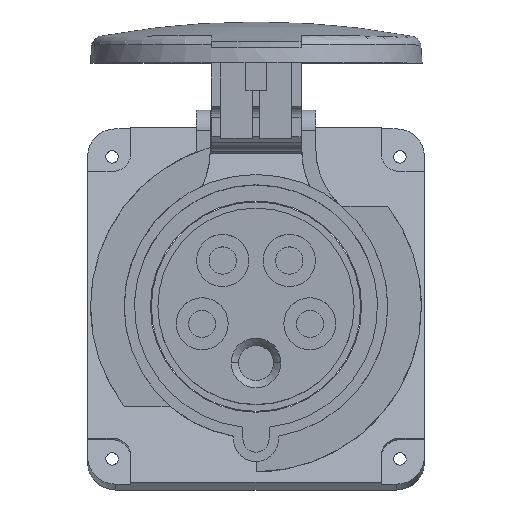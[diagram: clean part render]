
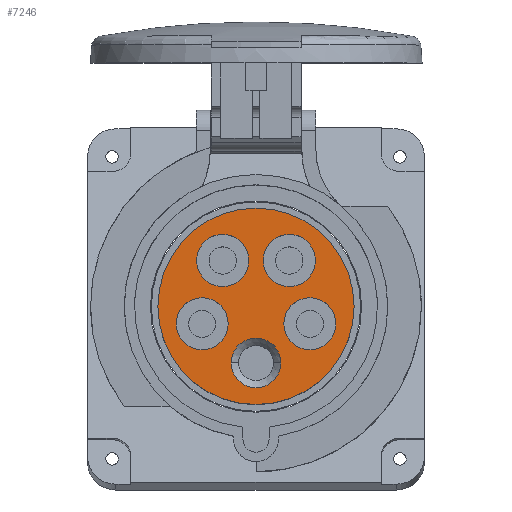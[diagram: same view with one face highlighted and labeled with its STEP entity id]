
A CAD part, top view. The second image highlights one B-rep face of the part: STEP entity #7246.
In plain terms, the highlighted planar face has unit normal (0, 0, 1).
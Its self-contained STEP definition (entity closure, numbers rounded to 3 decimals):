
#6337=CARTESIAN_POINT('',(0.,0.,0.));
#6338=DIRECTION('',(0.,0.,-1.));
#6339=DIRECTION('',(0.,-1.,0.));
#6340=AXIS2_PLACEMENT_3D('',#6337,#6338,#6339);
#6342=CARTESIAN_POINT('',(0.,0.,0.));
#6343=DIRECTION('',(0.,0.,-1.));
#6344=DIRECTION('',(0.,1.,0.));
#6345=AXIS2_PLACEMENT_3D('',#6342,#6343,#6344);
#6347=CARTESIAN_POINT('',(-14.409,-4.682,0.));
#6348=DIRECTION('',(0.,0.,1.));
#6349=DIRECTION('',(1.,0.,0.));
#6350=AXIS2_PLACEMENT_3D('',#6347,#6348,#6349);
#6352=CARTESIAN_POINT('',(-14.409,-4.682,0.));
#6353=DIRECTION('',(0.,0.,1.));
#6354=DIRECTION('',(-1.,0.,0.));
#6355=AXIS2_PLACEMENT_3D('',#6352,#6353,#6354);
#6357=CARTESIAN_POINT('',(-8.905,12.257,0.));
#6358=DIRECTION('',(0.,0.,1.));
#6359=DIRECTION('',(1.,0.,0.));
#6360=AXIS2_PLACEMENT_3D('',#6357,#6358,#6359);
#6362=CARTESIAN_POINT('',(-8.905,12.257,0.));
#6363=DIRECTION('',(0.,0.,1.));
#6364=DIRECTION('',(-1.,0.,0.));
#6365=AXIS2_PLACEMENT_3D('',#6362,#6363,#6364);
#6367=CARTESIAN_POINT('',(8.905,12.257,0.));
#6368=DIRECTION('',(0.,0.,1.));
#6369=DIRECTION('',(1.,0.,0.));
#6370=AXIS2_PLACEMENT_3D('',#6367,#6368,#6369);
#6372=CARTESIAN_POINT('',(8.905,12.257,0.));
#6373=DIRECTION('',(0.,0.,1.));
#6374=DIRECTION('',(-1.,0.,0.));
#6375=AXIS2_PLACEMENT_3D('',#6372,#6373,#6374);
#6377=CARTESIAN_POINT('',(14.41,-4.681,0.));
#6378=DIRECTION('',(0.,0.,1.));
#6379=DIRECTION('',(1.,0.,0.));
#6380=AXIS2_PLACEMENT_3D('',#6377,#6378,#6379);
#6382=CARTESIAN_POINT('',(14.41,-4.681,0.));
#6383=DIRECTION('',(0.,0.,1.));
#6384=DIRECTION('',(-1.,0.,0.));
#6385=AXIS2_PLACEMENT_3D('',#6382,#6383,#6384);
#6387=CARTESIAN_POINT('',(0.,-15.15,0.));
#6388=DIRECTION('',(0.,0.,1.));
#6389=DIRECTION('',(-1.,0.,0.));
#6390=AXIS2_PLACEMENT_3D('',#6387,#6388,#6389);
#6392=CARTESIAN_POINT('',(0.,-15.15,0.));
#6393=DIRECTION('',(0.,0.,1.));
#6394=DIRECTION('',(0.,-1.,0.));
#6395=AXIS2_PLACEMENT_3D('',#6392,#6393,#6394);
#6397=CARTESIAN_POINT('',(0.,-15.15,0.));
#6398=DIRECTION('',(0.,0.,1.));
#6399=DIRECTION('',(1.,0.,0.));
#6400=AXIS2_PLACEMENT_3D('',#6397,#6398,#6399);
#6402=CARTESIAN_POINT('',(0.,-15.15,0.));
#6403=DIRECTION('',(0.,0.,1.));
#6404=DIRECTION('',(0.,1.,0.));
#6405=AXIS2_PLACEMENT_3D('',#6402,#6403,#6404);
#7009=CARTESIAN_POINT('',(0.,-26.25,0.));
#7010=CARTESIAN_POINT('',(0.,26.25,0.));
#7011=VERTEX_POINT('',#7009);
#7012=VERTEX_POINT('',#7010);
#7013=CARTESIAN_POINT('',(-7.437,-4.682,0.));
#7014=CARTESIAN_POINT('',(-21.38,-4.682,0.));
#7015=VERTEX_POINT('',#7013);
#7016=VERTEX_POINT('',#7014);
#7017=CARTESIAN_POINT('',(-1.933,12.257,0.));
#7018=CARTESIAN_POINT('',(-15.877,12.257,0.));
#7019=VERTEX_POINT('',#7017);
#7020=VERTEX_POINT('',#7018);
#7021=CARTESIAN_POINT('',(15.877,12.257,0.));
#7022=CARTESIAN_POINT('',(1.933,12.257,0.));
#7023=VERTEX_POINT('',#7021);
#7024=VERTEX_POINT('',#7022);
#7025=CARTESIAN_POINT('',(21.381,-4.681,0.));
#7026=CARTESIAN_POINT('',(7.438,-4.681,0.));
#7027=VERTEX_POINT('',#7025);
#7028=VERTEX_POINT('',#7026);
#7029=CARTESIAN_POINT('',(-6.65,-15.15,0.));
#7030=CARTESIAN_POINT('',(0.,-21.8,0.));
#7031=VERTEX_POINT('',#7029);
#7032=VERTEX_POINT('',#7030);
#7033=CARTESIAN_POINT('',(6.65,-15.15,0.));
#7034=VERTEX_POINT('',#7033);
#7035=CARTESIAN_POINT('',(0.,-8.5,0.));
#7036=VERTEX_POINT('',#7035);
#7201=CARTESIAN_POINT('',(0.,0.,0.));
#7202=DIRECTION('',(0.,0.,-1.));
#7203=DIRECTION('',(0.,1.,0.));
#7204=AXIS2_PLACEMENT_3D('',#7201,#7202,#7203);
#7205=PLANE('',#7204);
#7207=ORIENTED_EDGE('',*,*,#7206,.T.);
#7209=ORIENTED_EDGE('',*,*,#7208,.T.);
#7210=EDGE_LOOP('',(#7207,#7209));
#7211=FACE_OUTER_BOUND('',#7210,.F.);
#7213=ORIENTED_EDGE('',*,*,#7212,.T.);
#7215=ORIENTED_EDGE('',*,*,#7214,.T.);
#7216=EDGE_LOOP('',(#7213,#7215));
#7217=FACE_BOUND('',#7216,.F.);
#7219=ORIENTED_EDGE('',*,*,#7218,.T.);
#7221=ORIENTED_EDGE('',*,*,#7220,.T.);
#7222=EDGE_LOOP('',(#7219,#7221));
#7223=FACE_BOUND('',#7222,.F.);
#7225=ORIENTED_EDGE('',*,*,#7224,.T.);
#7227=ORIENTED_EDGE('',*,*,#7226,.T.);
#7228=EDGE_LOOP('',(#7225,#7227));
#7229=FACE_BOUND('',#7228,.F.);
#7231=ORIENTED_EDGE('',*,*,#7230,.T.);
#7233=ORIENTED_EDGE('',*,*,#7232,.T.);
#7234=EDGE_LOOP('',(#7231,#7233));
#7235=FACE_BOUND('',#7234,.F.);
#7237=ORIENTED_EDGE('',*,*,#7236,.T.);
#7239=ORIENTED_EDGE('',*,*,#7238,.T.);
#7241=ORIENTED_EDGE('',*,*,#7240,.T.);
#7243=ORIENTED_EDGE('',*,*,#7242,.T.);
#7244=EDGE_LOOP('',(#7237,#7239,#7241,#7243));
#7245=FACE_BOUND('',#7244,.F.);
#7246=ADVANCED_FACE('',(#7211,#7217,#7223,#7229,#7235,#7245),#7205,.F.);
#6341=CIRCLE('',#6340,26.25);
#6346=CIRCLE('',#6345,26.25);
#6351=CIRCLE('',#6350,6.972);
#6356=CIRCLE('',#6355,6.972);
#6361=CIRCLE('',#6360,6.972);
#6366=CIRCLE('',#6365,6.972);
#6371=CIRCLE('',#6370,6.972);
#6376=CIRCLE('',#6375,6.972);
#6381=CIRCLE('',#6380,6.972);
#6386=CIRCLE('',#6385,6.972);
#6391=CIRCLE('',#6390,6.65);
#6396=CIRCLE('',#6395,6.65);
#6401=CIRCLE('',#6400,6.65);
#6406=CIRCLE('',#6405,6.65);
#7206=EDGE_CURVE('',#7011,#7012,#6341,.T.);
#7208=EDGE_CURVE('',#7012,#7011,#6346,.T.);
#7212=EDGE_CURVE('',#7015,#7016,#6351,.T.);
#7214=EDGE_CURVE('',#7016,#7015,#6356,.T.);
#7218=EDGE_CURVE('',#7019,#7020,#6361,.T.);
#7220=EDGE_CURVE('',#7020,#7019,#6366,.T.);
#7224=EDGE_CURVE('',#7023,#7024,#6371,.T.);
#7226=EDGE_CURVE('',#7024,#7023,#6376,.T.);
#7230=EDGE_CURVE('',#7027,#7028,#6381,.T.);
#7232=EDGE_CURVE('',#7028,#7027,#6386,.T.);
#7236=EDGE_CURVE('',#7031,#7032,#6391,.T.);
#7238=EDGE_CURVE('',#7032,#7034,#6396,.T.);
#7240=EDGE_CURVE('',#7034,#7036,#6401,.T.);
#7242=EDGE_CURVE('',#7036,#7031,#6406,.T.);
